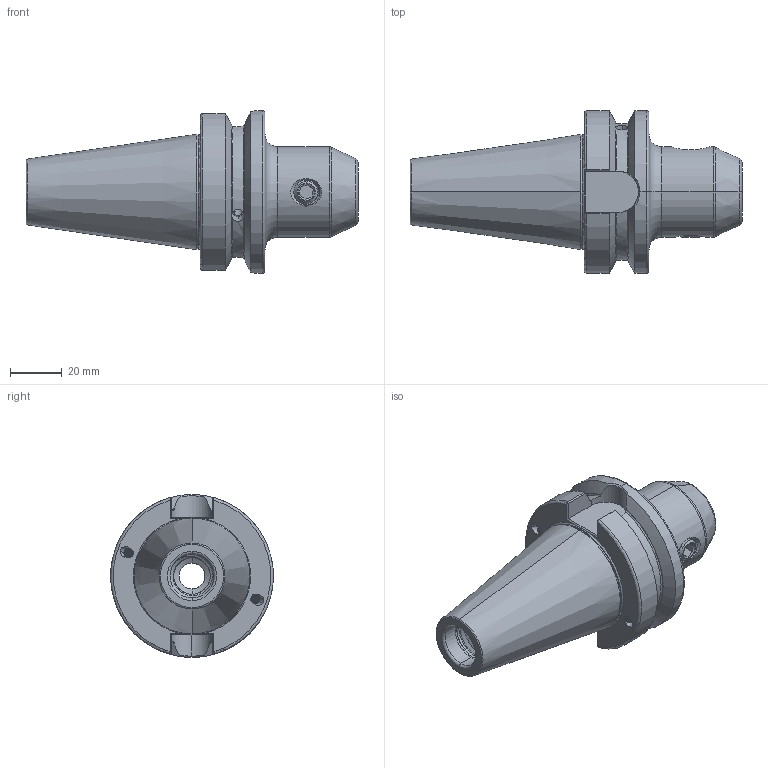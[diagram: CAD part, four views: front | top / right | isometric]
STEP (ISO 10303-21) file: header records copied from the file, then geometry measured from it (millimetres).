
FILE_DESCRIPTION (( 'STEP AP203' ), '1' );
FILE_NAME ('406.04.10.STEP', '2016-08-05T09:13:25', ( '' ), ( '' ), 'SwSTEP 2.0', 'SolidWorks 2012', '' );
FILE_SCHEMA (( 'CONFIG_CONTROL_DESIGN' ));
Length unit declared in the file: millimetre
Products named in the file (3): 406.04.10; 側固10_M10x1.5_12L
Assembly tree (2 placements, depth 2):
  406.04.10
    406.04.10
    側固10_M10x1.5_12L
Bounding box: 128.4 x 63 x 63 mm (x, y, z)
Volume: 147060.7 mm3; surface area: 29798.1 mm2
Topology: 2 solids, 2 shells, 256 faces, 679 edges, 431 vertices
Faces by surface type: cylinder 119, plane 44, torus 32, cone 30, bspline 29, sphere 2
Entity records: 21056 total; most frequent: CARTESIAN_POINT 15237, ORIENTED_EDGE 1354, DIRECTION 945, EDGE_CURVE 677, VERTEX_POINT 431, AXIS2_PLACEMENT_3D 374, EDGE_LOOP 274, ADVANCED_FACE 256
